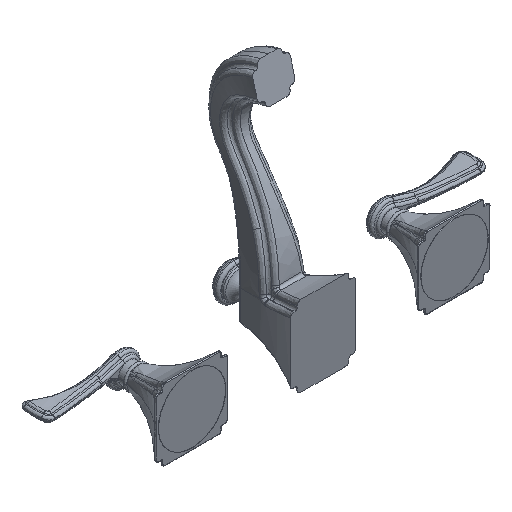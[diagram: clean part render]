
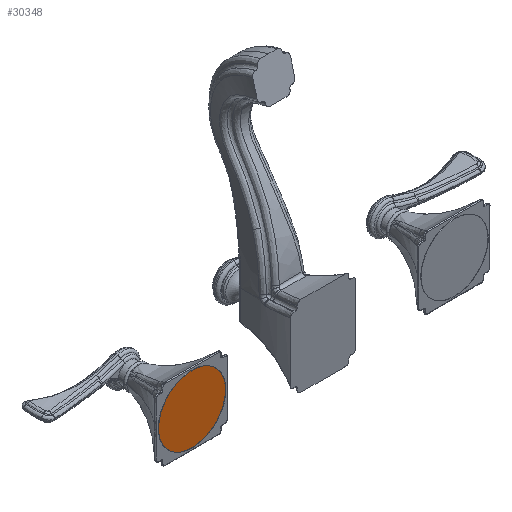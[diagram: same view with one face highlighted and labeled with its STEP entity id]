
A CAD part, isometric view. The second image highlights one B-rep face of the part: STEP entity #30348.
In plain terms, the highlighted planar face has unit normal (0, -1, 0).
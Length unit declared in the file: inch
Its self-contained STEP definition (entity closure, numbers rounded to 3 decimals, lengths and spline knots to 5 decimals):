
#24582=CARTESIAN_POINT('',(-4.,-0.01,0.));
#24583=DIRECTION('',(0.,1.,0.));
#24584=DIRECTION('',(-1.,0.,0.));
#24585=AXIS2_PLACEMENT_3D('',#24582,#24583,#24584);
#24587=CARTESIAN_POINT('',(-4.,-0.01,0.));
#24588=DIRECTION('',(0.,1.,0.));
#24589=DIRECTION('',(1.,0.,0.));
#24590=AXIS2_PLACEMENT_3D('',#24587,#24588,#24589);
#27206=CARTESIAN_POINT('',(-5.025,-0.01,0.));
#27207=CARTESIAN_POINT('',(-2.975,-0.01,0.));
#27208=VERTEX_POINT('',#27206);
#27209=VERTEX_POINT('',#27207);
#30339=CARTESIAN_POINT('',(-4.,-0.01,0.));
#30340=DIRECTION('',(0.,-1.,0.));
#30341=DIRECTION('',(1.,0.,0.));
#30342=AXIS2_PLACEMENT_3D('',#30339,#30340,#30341);
#30343=PLANE('',#30342);
#30344=ORIENTED_EDGE('',*,*,#30319,.T.);
#30345=ORIENTED_EDGE('',*,*,#30333,.T.);
#30346=EDGE_LOOP('',(#30344,#30345));
#30347=FACE_OUTER_BOUND('',#30346,.F.);
#30348=ADVANCED_FACE('',(#30347),#30343,.T.);
#24586=CIRCLE('',#24585,1.025);
#24591=CIRCLE('',#24590,1.025);
#30319=EDGE_CURVE('',#27208,#27209,#24586,.T.);
#30333=EDGE_CURVE('',#27209,#27208,#24591,.T.);
